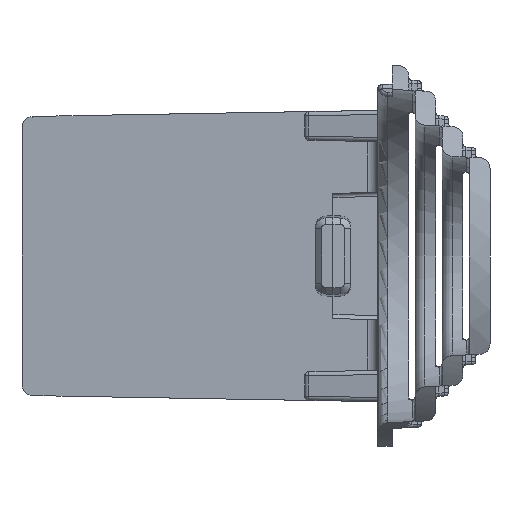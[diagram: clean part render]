
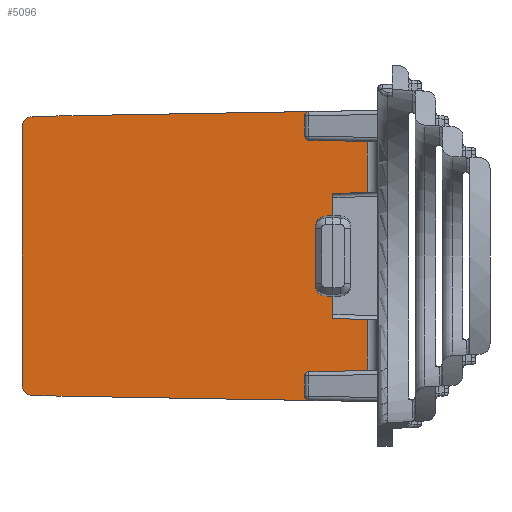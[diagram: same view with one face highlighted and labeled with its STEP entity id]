
A CAD part, front view. The second image highlights one B-rep face of the part: STEP entity #5096.
In plain terms, the highlighted planar face has unit normal (-0.018, -1, 0).
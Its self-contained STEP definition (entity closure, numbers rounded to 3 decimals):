
#164=PLANE('',#5633);
#229=LINE('',#7539,#548);
#372=LINE('',#8823,#691);
#390=LINE('',#9170,#709);
#405=LINE('',#9362,#724);
#406=LINE('',#9382,#725);
#493=LINE('',#10809,#812);
#500=LINE('',#10926,#819);
#501=LINE('',#10930,#820);
#502=LINE('',#10934,#821);
#503=LINE('',#10936,#822);
#504=LINE('',#10947,#823);
#505=LINE('',#10949,#824);
#548=VECTOR('',#5810,1.068);
#691=VECTOR('',#6317,1.068);
#709=VECTOR('',#6401,0.36);
#724=VECTOR('',#6450,2.839);
#725=VECTOR('',#6467,0.36);
#812=VECTOR('',#6914,13.843);
#819=VECTOR('',#6935,13.843);
#820=VECTOR('',#6940,3.934);
#821=VECTOR('',#6945,3.934);
#822=VECTOR('',#6946,12.408);
#823=VECTOR('',#6947,1.66);
#824=VECTOR('',#6950,1.66);
#1413=FACE_OUTER_BOUND('',#1721,.T.);
#1721=EDGE_LOOP('',(#4487,#4488,#4489,#4490,#4491,#4492,#4493,#4494,#4495,
#4496,#4497,#4498,#4499,#4500,#4501,#4502,#4503,#4504));
#1789=B_SPLINE_CURVE_WITH_KNOTS('',3,(#7192,#7193,#7194,#7195,#7196,#7197,
#7198,#7199,#7200,#7201),.UNSPECIFIED.,.F.,.F.,(4,2,2,2,4),(0.,
0.02,0.039,0.058,0.078),
 .UNSPECIFIED.);
#1927=B_SPLINE_CURVE_WITH_KNOTS('',3,(#10937,#10938,#10939,#10940,#10941,
#10942,#10943,#10944,#10945,#10946),.UNSPECIFIED.,.F.,.F.,(4,2,2,2,4),(0.,
0.02,0.039,0.058,0.078),
 .UNSPECIFIED.);
#1988=ELLIPSE('',#5423,0.5,0.5);
#2010=ELLIPSE('',#5624,28.658,1.);
#2012=ELLIPSE('',#5628,28.658,1.);
#2015=ELLIPSE('',#5634,0.5,0.5);
#2032=VERTEX_POINT('',#7189);
#2033=VERTEX_POINT('',#7191);
#2085=VERTEX_POINT('',#7537);
#2086=VERTEX_POINT('',#7538);
#2329=VERTEX_POINT('',#8821);
#2330=VERTEX_POINT('',#8822);
#2363=VERTEX_POINT('',#9169);
#2367=VERTEX_POINT('',#9238);
#2368=VERTEX_POINT('',#9240);
#2382=VERTEX_POINT('',#9360);
#2481=VERTEX_POINT('',#10805);
#2482=VERTEX_POINT('',#10807);
#2483=VERTEX_POINT('',#10895);
#2484=VERTEX_POINT('',#10920);
#2485=VERTEX_POINT('',#10925);
#2486=VERTEX_POINT('',#10929);
#2487=VERTEX_POINT('',#10933);
#2488=VERTEX_POINT('',#10935);
#2504=EDGE_CURVE('',#2033,#2032,#1789,.T.);
#2559=EDGE_CURVE('',#2085,#2086,#229,.T.);
#2875=EDGE_CURVE('',#2329,#2330,#372,.T.);
#2927=EDGE_CURVE('',#2085,#2363,#390,.T.);
#2937=EDGE_CURVE('',#2367,#2368,#1988,.T.);
#2959=EDGE_CURVE('',#2382,#2367,#405,.T.);
#2966=EDGE_CURVE('',#2368,#2330,#406,.T.);
#3203=EDGE_CURVE('',#2482,#2481,#493,.T.);
#3209=EDGE_CURVE('',#2483,#2481,#2010,.T.);
#3214=EDGE_CURVE('',#2484,#2033,#2012,.T.);
#3215=EDGE_CURVE('',#2484,#2485,#500,.T.);
#3217=EDGE_CURVE('',#2486,#2482,#501,.T.);
#3219=EDGE_CURVE('',#2485,#2487,#502,.T.);
#3220=EDGE_CURVE('',#2488,#2032,#503,.T.);
#3221=EDGE_CURVE('',#2488,#2483,#1927,.T.);
#3222=EDGE_CURVE('',#2486,#2329,#504,.T.);
#3223=EDGE_CURVE('',#2363,#2382,#2015,.T.);
#3224=EDGE_CURVE('',#2086,#2487,#505,.T.);
#4487=ORIENTED_EDGE('',*,*,#3219,.F.);
#4488=ORIENTED_EDGE('',*,*,#3215,.F.);
#4489=ORIENTED_EDGE('',*,*,#3214,.T.);
#4490=ORIENTED_EDGE('',*,*,#2504,.T.);
#4491=ORIENTED_EDGE('',*,*,#3220,.F.);
#4492=ORIENTED_EDGE('',*,*,#3221,.T.);
#4493=ORIENTED_EDGE('',*,*,#3209,.T.);
#4494=ORIENTED_EDGE('',*,*,#3203,.F.);
#4495=ORIENTED_EDGE('',*,*,#3217,.F.);
#4496=ORIENTED_EDGE('',*,*,#3222,.T.);
#4497=ORIENTED_EDGE('',*,*,#2875,.T.);
#4498=ORIENTED_EDGE('',*,*,#2966,.F.);
#4499=ORIENTED_EDGE('',*,*,#2937,.F.);
#4500=ORIENTED_EDGE('',*,*,#2959,.F.);
#4501=ORIENTED_EDGE('',*,*,#3223,.F.);
#4502=ORIENTED_EDGE('',*,*,#2927,.F.);
#4503=ORIENTED_EDGE('',*,*,#2559,.T.);
#4504=ORIENTED_EDGE('',*,*,#3224,.T.);
#5096=ADVANCED_FACE('',(#1413),#164,.T.);
#5423=AXIS2_PLACEMENT_3D('',#9241,#6416,#6417);
#5624=AXIS2_PLACEMENT_3D('',#10896,#6921,#6922);
#5628=AXIS2_PLACEMENT_3D('',#10923,#6931,#6932);
#5633=AXIS2_PLACEMENT_3D('',#10932,#6943,#6944);
#5634=AXIS2_PLACEMENT_3D('',#10948,#6948,#6949);
#5810=DIRECTION('',(0.,0.,1.));
#6317=DIRECTION('',(0.,0.,1.));
#6401=DIRECTION('',(-0.999,0.017,-0.034));
#6416=DIRECTION('center_axis',(-0.017,-1.,0.));
#6417=DIRECTION('ref_axis',(-0.447,0.008,-0.895));
#6450=DIRECTION('',(0.,0.,-1.));
#6467=DIRECTION('',(0.999,-0.017,-0.034));
#6914=DIRECTION('',(-1.,0.017,0.017));
#6921=DIRECTION('center_axis',(-0.017,-1.,0.));
#6922=DIRECTION('ref_axis',(-1.,0.017,0.017));
#6931=DIRECTION('center_axis',(-0.017,-1.,0.));
#6932=DIRECTION('ref_axis',(-1.,0.017,-0.017));
#6935=DIRECTION('',(1.,-0.017,0.017));
#6940=DIRECTION('',(0.,0.,-1.));
#6943=DIRECTION('center_axis',(-0.017,-1.,0.));
#6944=DIRECTION('ref_axis',(-1.,0.017,0.));
#6945=DIRECTION('',(0.,0.,-1.));
#6946=DIRECTION('',(0.,0.,1.));
#6947=DIRECTION('',(-0.999,0.017,0.035));
#6948=DIRECTION('center_axis',(-0.017,-1.,0.));
#6949=DIRECTION('ref_axis',(0.447,-0.008,-0.895));
#6950=DIRECTION('',(0.999,-0.017,0.035));
#7189=CARTESIAN_POINT('',(11.005,51.279,6.204));
#7191=CARTESIAN_POINT('',(11.495,51.271,6.707));
#7192=CARTESIAN_POINT('Ctrl Pts',(11.495,51.271,6.707));
#7193=CARTESIAN_POINT('Ctrl Pts',(11.429,51.272,6.706));
#7194=CARTESIAN_POINT('Ctrl Pts',(11.364,51.273,6.691));
#7195=CARTESIAN_POINT('Ctrl Pts',(11.245,51.275,6.639));
#7196=CARTESIAN_POINT('Ctrl Pts',(11.192,51.276,6.602));
#7197=CARTESIAN_POINT('Ctrl Pts',(11.102,51.278,6.51));
#7198=CARTESIAN_POINT('Ctrl Pts',(11.067,51.278,6.455));
#7199=CARTESIAN_POINT('Ctrl Pts',(11.018,51.279,6.335));
#7200=CARTESIAN_POINT('Ctrl Pts',(11.005,51.279,6.27));
#7201=CARTESIAN_POINT('Ctrl Pts',(11.005,51.279,6.204));
#7537=CARTESIAN_POINT('',(25.949,51.018,1.932));
#7538=CARTESIAN_POINT('',(25.95,51.019,3.));
#7539=CARTESIAN_POINT('',(25.95,51.018,0.));
#8821=CARTESIAN_POINT('',(25.95,51.019,-3.));
#8822=CARTESIAN_POINT('',(25.949,51.018,-1.932));
#8823=CARTESIAN_POINT('',(25.95,51.018,0.));
#9169=CARTESIAN_POINT('',(25.59,51.025,1.919));
#9170=CARTESIAN_POINT('',(0.,51.471,1.041));
#9238=CARTESIAN_POINT('',(25.107,51.033,-1.42));
#9240=CARTESIAN_POINT('',(25.59,51.025,-1.919));
#9241=CARTESIAN_POINT('Origin',(25.607,51.024,-1.419));
#9360=CARTESIAN_POINT('',(25.107,51.033,1.42));
#9362=CARTESIAN_POINT('',(25.107,51.033,0.));
#9382=CARTESIAN_POINT('',(0.,51.471,-1.041));
#10805=CARTESIAN_POINT('',(13.77,51.231,-6.75));
#10807=CARTESIAN_POINT('',(27.609,50.99,-6.991));
#10809=CARTESIAN_POINT('',(0.,51.471,-6.51));
#10895=CARTESIAN_POINT('',(11.495,51.271,-6.707));
#10896=CARTESIAN_POINT('Origin',(13.775,51.231,-5.75));
#10920=CARTESIAN_POINT('',(13.77,51.231,6.75));
#10923=CARTESIAN_POINT('Origin',(13.775,51.231,5.75));
#10925=CARTESIAN_POINT('',(27.609,50.99,6.991));
#10926=CARTESIAN_POINT('',(0.,51.471,6.51));
#10929=CARTESIAN_POINT('',(27.609,50.99,-3.058));
#10930=CARTESIAN_POINT('',(27.609,50.99,-3.058));
#10932=CARTESIAN_POINT('Origin',(19.9,51.124,-7.354));
#10933=CARTESIAN_POINT('',(27.609,50.99,3.058));
#10934=CARTESIAN_POINT('',(27.609,50.99,6.991));
#10935=CARTESIAN_POINT('',(11.005,51.279,-6.204));
#10936=CARTESIAN_POINT('',(11.005,51.279,0.));
#10937=CARTESIAN_POINT('Ctrl Pts',(11.005,51.279,-6.204));
#10938=CARTESIAN_POINT('Ctrl Pts',(11.005,51.279,-6.27));
#10939=CARTESIAN_POINT('Ctrl Pts',(11.018,51.279,-6.335));
#10940=CARTESIAN_POINT('Ctrl Pts',(11.067,51.278,-6.455));
#10941=CARTESIAN_POINT('Ctrl Pts',(11.102,51.278,-6.51));
#10942=CARTESIAN_POINT('Ctrl Pts',(11.192,51.276,-6.602));
#10943=CARTESIAN_POINT('Ctrl Pts',(11.245,51.275,-6.639));
#10944=CARTESIAN_POINT('Ctrl Pts',(11.364,51.273,-6.691));
#10945=CARTESIAN_POINT('Ctrl Pts',(11.429,51.272,-6.706));
#10946=CARTESIAN_POINT('Ctrl Pts',(11.495,51.271,-6.707));
#10947=CARTESIAN_POINT('',(0.,51.471,-2.094));
#10948=CARTESIAN_POINT('Origin',(25.607,51.024,1.419));
#10949=CARTESIAN_POINT('',(0.,51.471,2.094));
